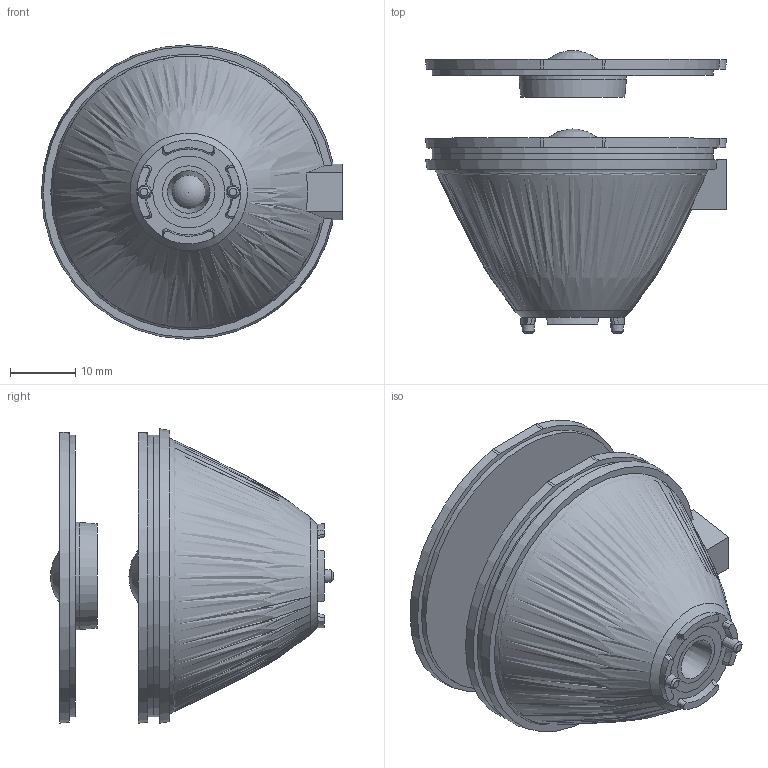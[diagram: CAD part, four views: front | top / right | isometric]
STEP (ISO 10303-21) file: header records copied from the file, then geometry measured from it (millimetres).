
FILE_DESCRIPTION(('STEP AP203'),'1');
FILE_NAME('LLC49Z2 & LLW19Z2_MECHANICAL_3D.stp','2020-06-16T12:13:31',(' '),(' '),'Spatial InterOp 3D',' ',' ');
FILE_SCHEMA(('CONFIG_CONTROL_DESIGN'));
Length unit declared in the file: millimetre
Products named in the file (3): LLC49Z+LLW19Z_3D; VERSION COMMERCIALE LLW19Z2; VERSION COMMERCIALE LLC49
Assembly tree (3 placements, depth 2):
  LLC49Z+LLW19Z_3D
    VERSION COMMERCIALE LLW19Z2  x2
    VERSION COMMERCIALE LLC49
Bounding box: 46 x 43.26 x 45 mm (x, y, z)
Volume: 25667.2 mm3; surface area: 12386.3 mm2
Topology: 3 solids, 3 shells, 103 faces, 242 edges, 162 vertices
Faces by surface type: plane 36, cone 24, bspline 20, cylinder 12, revolution 7, torus 3, sphere 1
Full cylindrical faces by diameter (mm): 8 x1, 11 x1, 16.4 x2, 18.49 x2, 43 x1, 43.02 x2
Entity records: 8768 total; most frequent: CARTESIAN_POINT 6174, VERTEX_POINT 370, ORIENTED_EDGE 310, DIRECTION 309, FACE_BOUND 281, VERTEX_LOOP 259, EDGE_CURVE 155, AXIS2_PLACEMENT_3D 137
